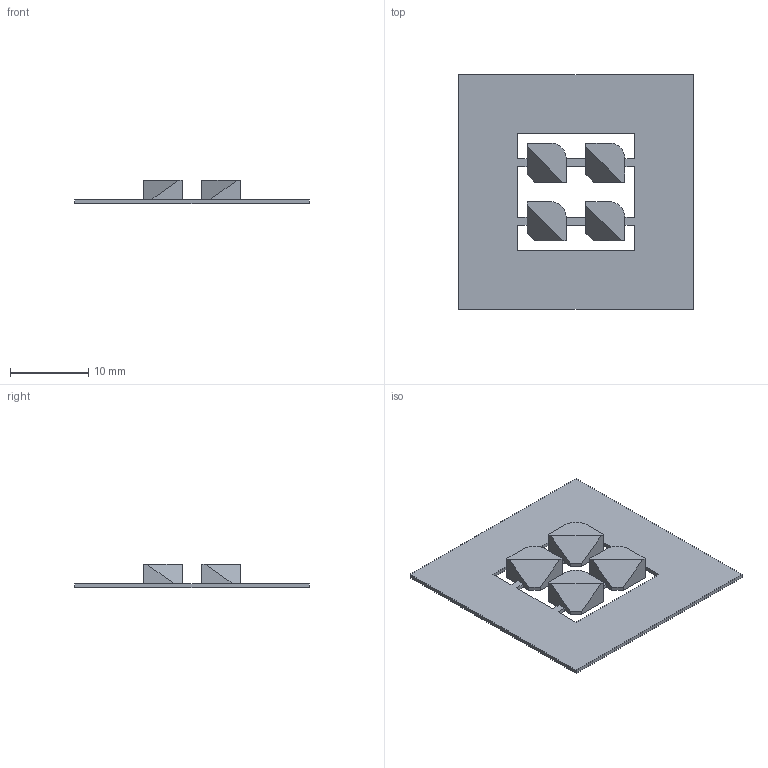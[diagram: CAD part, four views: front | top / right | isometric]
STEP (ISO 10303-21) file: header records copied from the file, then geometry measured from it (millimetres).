
FILE_DESCRIPTION(('Open CASCADE Model'),'2;1');
FILE_NAME('Open CASCADE Shape Model','2025-11-29T18:33:38',('Author'),( 'Open CASCADE'),'Open CASCADE STEP processor 7.7','Open CASCADE 7.7' ,'Unknown');
FILE_SCHEMA(('AUTOMOTIVE_DESIGN { 1 0 10303 214 1 1 1 1 }'));
Length unit declared in the file: millimetre
Products named in the file (1): Open CASCADE STEP translator 7.7 2
Bounding box: 30 x 30 x 3 mm (x, y, z)
Volume: 587.7 mm3; surface area: 1842.5 mm2
Topology: 1 solids, 1 shells, 60 faces, 176 edges, 116 vertices
Faces by surface type: plane 56, cylinder 4
Entity records: 4202 total; most frequent: CARTESIAN_POINT 769, DIRECTION 594, LINE 448, VECTOR 448, ORIENTED_EDGE 352, PCURVE 352, DEFINITIONAL_REPRESENTATION 352, EDGE_CURVE 176
